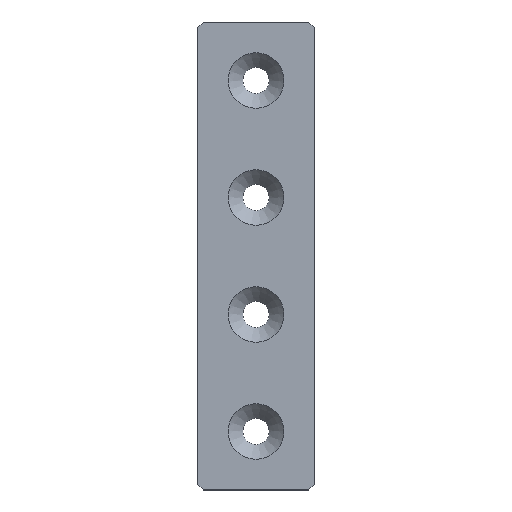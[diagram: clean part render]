
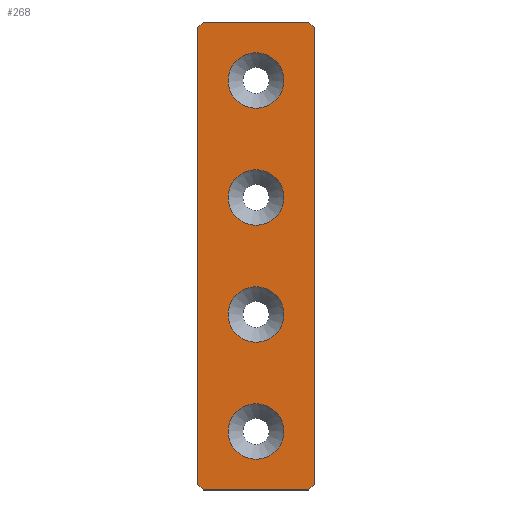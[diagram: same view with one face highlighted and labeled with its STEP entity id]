
A CAD part, top view. The second image highlights one B-rep face of the part: STEP entity #268.
In plain terms, the highlighted planar face has unit normal (0, 0, 1).
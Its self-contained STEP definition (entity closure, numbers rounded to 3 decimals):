
#26=FACE_BOUND($,#73,.T.);
#27=FACE_BOUND($,#74,.T.);
#28=FACE_BOUND($,#75,.T.);
#29=FACE_BOUND($,#76,.T.);
#34=CIRCLE($,#284,9.5);
#35=CIRCLE($,#286,9.5);
#36=CIRCLE($,#288,9.5);
#37=CIRCLE($,#290,9.5);
#50=FACE_OUTER_BOUND($,#72,.T.);
#72=EDGE_LOOP($,(#233,#234,#235,#236,#237,#238,#239,#240));
#73=EDGE_LOOP($,(#241));
#74=EDGE_LOOP($,(#242));
#75=EDGE_LOOP($,(#243));
#76=EDGE_LOOP($,(#244));
#77=LINE($,#368,#101);
#83=LINE($,#379,#107);
#90=LINE($,#403,#114);
#93=LINE($,#408,#117);
#95=LINE($,#412,#119);
#97=LINE($,#416,#121);
#99=LINE($,#431,#123);
#100=LINE($,#433,#124);
#101=VECTOR($,#298,2.828);
#107=VECTOR($,#306,156.);
#114=VECTOR($,#325,2.828);
#117=VECTOR($,#330,156.);
#119=VECTOR($,#334,2.828);
#121=VECTOR($,#338,2.828);
#123=VECTOR($,#358,36.);
#124=VECTOR($,#361,36.);
#125=VERTEX_POINT($,#366);
#126=VERTEX_POINT($,#367);
#130=VERTEX_POINT($,#377);
#140=VERTEX_POINT($,#401);
#141=VERTEX_POINT($,#402);
#142=VERTEX_POINT($,#407);
#143=VERTEX_POINT($,#411);
#144=VERTEX_POINT($,#415);
#145=VERTEX_POINT($,#419);
#146=VERTEX_POINT($,#422);
#147=VERTEX_POINT($,#425);
#148=VERTEX_POINT($,#428);
#149=EDGE_CURVE($,#125,#126,#77,.T.);
#155=EDGE_CURVE($,#130,#125,#83,.T.);
#166=EDGE_CURVE($,#140,#141,#90,.T.);
#169=EDGE_CURVE($,#141,#142,#93,.T.);
#171=EDGE_CURVE($,#142,#143,#95,.T.);
#173=EDGE_CURVE($,#144,#130,#97,.T.);
#175=EDGE_CURVE($,#145,#145,#34,.T.);
#176=EDGE_CURVE($,#146,#146,#35,.T.);
#177=EDGE_CURVE($,#147,#147,#36,.T.);
#178=EDGE_CURVE($,#148,#148,#37,.T.);
#179=EDGE_CURVE($,#143,#144,#99,.T.);
#180=EDGE_CURVE($,#126,#140,#100,.T.);
#233=ORIENTED_EDGE($,*,*,#149,.F.);
#234=ORIENTED_EDGE($,*,*,#155,.F.);
#235=ORIENTED_EDGE($,*,*,#173,.F.);
#236=ORIENTED_EDGE($,*,*,#179,.F.);
#237=ORIENTED_EDGE($,*,*,#171,.F.);
#238=ORIENTED_EDGE($,*,*,#169,.F.);
#239=ORIENTED_EDGE($,*,*,#166,.F.);
#240=ORIENTED_EDGE($,*,*,#180,.F.);
#241=ORIENTED_EDGE($,*,*,#175,.T.);
#242=ORIENTED_EDGE($,*,*,#176,.T.);
#243=ORIENTED_EDGE($,*,*,#177,.T.);
#244=ORIENTED_EDGE($,*,*,#178,.T.);
#254=PLANE($,#293);
#268=ADVANCED_FACE($,(#50,#26,#27,#28,#29),#254,.T.);
#284=AXIS2_PLACEMENT_3D($,#420,#342,#343);
#286=AXIS2_PLACEMENT_3D($,#423,#346,#347);
#288=AXIS2_PLACEMENT_3D($,#426,#350,#351);
#290=AXIS2_PLACEMENT_3D($,#429,#354,#355);
#293=AXIS2_PLACEMENT_3D($,#434,#362,#363);
#298=DIRECTION($,(0.707,0.707,0.));
#306=DIRECTION($,(0.,1.,0.));
#325=DIRECTION($,(0.707,-0.707,0.));
#330=DIRECTION($,(0.,-1.,0.));
#334=DIRECTION($,(-0.707,-0.707,0.));
#338=DIRECTION($,(-0.707,0.707,0.));
#342=DIRECTION('center_axis',(0.,0.,-1.));
#343=DIRECTION('ref_axis',(1.,0.,0.));
#346=DIRECTION('center_axis',(0.,0.,-1.));
#347=DIRECTION('ref_axis',(1.,0.,0.));
#350=DIRECTION('center_axis',(0.,0.,-1.));
#351=DIRECTION('ref_axis',(1.,0.,0.));
#354=DIRECTION('center_axis',(0.,0.,-1.));
#355=DIRECTION('ref_axis',(1.,0.,0.));
#358=DIRECTION($,(-1.,0.,0.));
#361=DIRECTION($,(1.,0.,0.));
#362=DIRECTION('center_axis',(0.,0.,1.));
#363=DIRECTION('ref_axis',(1.,0.,0.));
#366=CARTESIAN_POINT('',(-20.,78.,5.));
#367=CARTESIAN_POINT('',(-18.,80.,5.));
#368=CARTESIAN_POINT($,(-34.,64.,5.));
#377=CARTESIAN_POINT('',(-20.,-78.,5.));
#379=CARTESIAN_POINT($,(-20.,-80.,5.));
#401=CARTESIAN_POINT('',(18.,80.,5.));
#402=CARTESIAN_POINT('',(20.,78.,5.));
#403=CARTESIAN_POINT($,(34.,64.,5.));
#407=CARTESIAN_POINT('',(20.,-78.,5.));
#408=CARTESIAN_POINT($,(20.,80.,5.));
#411=CARTESIAN_POINT('',(18.,-80.,5.));
#412=CARTESIAN_POINT($,(34.,-64.,5.));
#415=CARTESIAN_POINT('',(-18.,-80.,5.));
#416=CARTESIAN_POINT($,(-34.,-64.,5.));
#419=CARTESIAN_POINT('',(9.5,-60.,5.));
#420=CARTESIAN_POINT('Origin',(0.,-60.,5.));
#422=CARTESIAN_POINT('',(9.5,-20.,5.));
#423=CARTESIAN_POINT('Origin',(0.,-20.,5.));
#425=CARTESIAN_POINT('',(9.5,20.,5.));
#426=CARTESIAN_POINT('Origin',(0.,20.,5.));
#428=CARTESIAN_POINT('',(9.5,60.,5.));
#429=CARTESIAN_POINT('Origin',(0.,60.,5.));
#431=CARTESIAN_POINT($,(20.,-80.,5.));
#433=CARTESIAN_POINT($,(-20.,80.,5.));
#434=CARTESIAN_POINT('Origin',(0.,0.,
5.));
